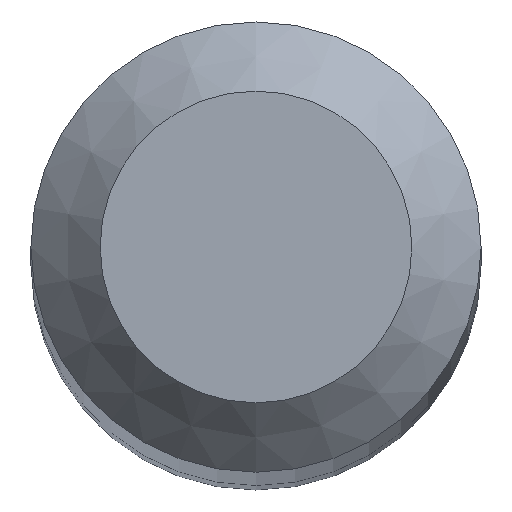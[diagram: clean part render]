
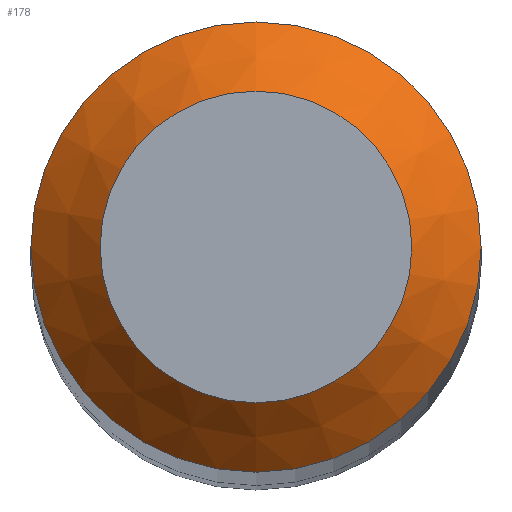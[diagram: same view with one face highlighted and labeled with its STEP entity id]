
A CAD part, top view. The second image highlights one B-rep face of the part: STEP entity #178.
In plain terms, the highlighted conical face has half-angle 45 degrees and reference radius 0.45 mm.
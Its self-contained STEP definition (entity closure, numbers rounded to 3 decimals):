
#20 = AXIS2_PLACEMENT_3D ( 'NONE', #47, #185, #50 ) ;
#24 = EDGE_LOOP ( 'NONE', ( #199 ) ) ;
#31 = EDGE_LOOP ( 'NONE', ( #121 ) ) ;
#47 = CARTESIAN_POINT ( 'NONE',  ( 0., 0., 30. ) ) ;
#50 = DIRECTION ( 'NONE',  ( 0., 1., 0. ) ) ;
#55 = CARTESIAN_POINT ( 'NONE',  ( 0., 0., 29.8 ) ) ;
#60 = CARTESIAN_POINT ( 'NONE',  ( 0., 0.45, 30. ) ) ;
#81 = CARTESIAN_POINT ( 'NONE',  ( 0., 0., 30. ) ) ;
#85 = VERTEX_POINT ( 'NONE', #60 ) ;
#87 = EDGE_CURVE ( 'NONE', #85, #85, #90, .T. ) ;
#88 = DIRECTION ( 'NONE',  ( 0., 0., -1. ) ) ;
#90 = CIRCLE ( 'NONE', #198, 0.45 ) ;
#101 = AXIS2_PLACEMENT_3D ( 'NONE', #55, #118, #174 ) ;
#118 = DIRECTION ( 'NONE',  ( 0., 0., -1. ) ) ;
#121 = ORIENTED_EDGE ( 'NONE', *, *, #157, .F. ) ;
#125 = VERTEX_POINT ( 'NONE', #201 ) ;
#133 = FACE_OUTER_BOUND ( 'NONE', #31, .T. ) ;
#139 = CONICAL_SURFACE ( 'NONE', #20, 0.45, 0.785 ) ;
#143 = DIRECTION ( 'NONE',  ( 0., 1., 0. ) ) ;
#157 = EDGE_CURVE ( 'NONE', #125, #125, #177, .T. ) ;
#174 = DIRECTION ( 'NONE',  ( 0., 1., 0. ) ) ;
#176 = FACE_BOUND ( 'NONE', #24, .T. ) ;
#177 = CIRCLE ( 'NONE', #101, 0.65 ) ;
#178 = ADVANCED_FACE ( 'NONE', ( #133, #176 ), #139, .T. ) ;
#185 = DIRECTION ( 'NONE',  ( 0., 0., -1. ) ) ;
#198 = AXIS2_PLACEMENT_3D ( 'NONE', #81, #88, #143 ) ;
#199 = ORIENTED_EDGE ( 'NONE', *, *, #87, .T. ) ;
#201 = CARTESIAN_POINT ( 'NONE',  ( 0., 0.65, 29.8 ) ) ;
